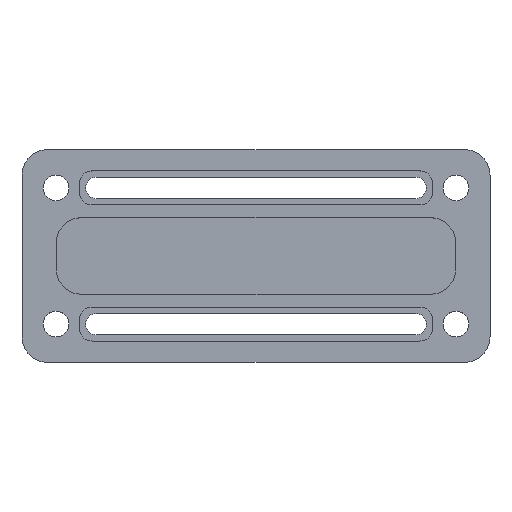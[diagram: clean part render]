
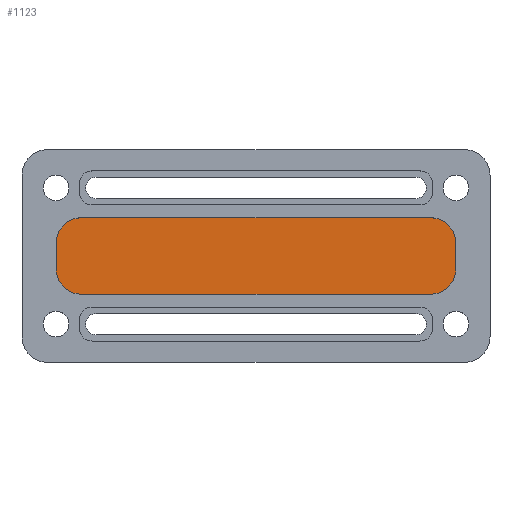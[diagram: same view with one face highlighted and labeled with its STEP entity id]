
A CAD part, top view. The second image highlights one B-rep face of the part: STEP entity #1123.
In plain terms, the highlighted planar face has unit normal (0, 0, 1).
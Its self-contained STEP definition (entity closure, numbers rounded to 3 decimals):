
#11 = EDGE_CURVE ( 'NONE', #2503, #1212, #2166, .T. ) ;
#13 = DIRECTION ( 'NONE',  ( 1., 0., 0. ) ) ;
#56 = VECTOR ( 'NONE', #1163, 1000. ) ;
#122 = CARTESIAN_POINT ( 'NONE',  ( 41., -3., 1.9 ) ) ;
#154 = VECTOR ( 'NONE', #1228, 1000. ) ;
#181 = VERTEX_POINT ( 'NONE', #811 ) ;
#206 = AXIS2_PLACEMENT_3D ( 'NONE', #1941, #542, #13 ) ;
#224 = CARTESIAN_POINT ( 'NONE',  ( -47., -9., 1.9 ) ) ;
#249 = CARTESIAN_POINT ( 'NONE',  ( 47., -9., 1.9 ) ) ;
#294 = VERTEX_POINT ( 'NONE', #880 ) ;
#322 = DIRECTION ( 'NONE',  ( 1., 0., 0. ) ) ;
#426 = CARTESIAN_POINT ( 'NONE',  ( 41., 9., 1.9 ) ) ;
#438 = EDGE_CURVE ( 'NONE', #181, #2140, #541, .T. ) ;
#460 = CARTESIAN_POINT ( 'NONE',  ( 47., -3., 1.9 ) ) ;
#501 = VECTOR ( 'NONE', #1165, 1000. ) ;
#531 = EDGE_CURVE ( 'NONE', #1861, #2503, #1355, .T. ) ;
#541 = CIRCLE ( 'NONE', #1214, 6. ) ;
#542 = DIRECTION ( 'NONE',  ( 0., 0., 1. ) ) ;
#555 = CARTESIAN_POINT ( 'NONE',  ( -41., -3., 1.9 ) ) ;
#610 = ORIENTED_EDGE ( 'NONE', *, *, #1117, .T. ) ;
#695 = LINE ( 'NONE', #224, #154 ) ;
#751 = DIRECTION ( 'NONE',  ( 1., 0., 0. ) ) ;
#811 = CARTESIAN_POINT ( 'NONE',  ( 41., -9., 1.9 ) ) ;
#824 = CIRCLE ( 'NONE', #1794, 6. ) ;
#835 = DIRECTION ( 'NONE',  ( 1., 0., 0. ) ) ;
#864 = ORIENTED_EDGE ( 'NONE', *, *, #531, .T. ) ;
#880 = CARTESIAN_POINT ( 'NONE',  ( -41., -9., 1.9 ) ) ;
#884 = LINE ( 'NONE', #1868, #1417 ) ;
#962 = CARTESIAN_POINT ( 'NONE',  ( -47., 9., 1.9 ) ) ;
#1047 = CARTESIAN_POINT ( 'NONE',  ( -47., 3., 1.9 ) ) ;
#1063 = VERTEX_POINT ( 'NONE', #2462 ) ;
#1117 = EDGE_CURVE ( 'NONE', #1212, #294, #1290, .T. ) ;
#1123 = ADVANCED_FACE ( 'NONE', ( #2304 ), #2178, .T. ) ;
#1160 = CARTESIAN_POINT ( 'NONE',  ( 0., 0., 1.9 ) ) ;
#1163 = DIRECTION ( 'NONE',  ( 0., -1., 0. ) ) ;
#1165 = DIRECTION ( 'NONE',  ( 0., 1., 0. ) ) ;
#1167 = EDGE_CURVE ( 'NONE', #2140, #1063, #2185, .T. ) ;
#1212 = VERTEX_POINT ( 'NONE', #2586 ) ;
#1214 = AXIS2_PLACEMENT_3D ( 'NONE', #122, #1553, #322 ) ;
#1228 = DIRECTION ( 'NONE',  ( 1., 0., 0. ) ) ;
#1290 = CIRCLE ( 'NONE', #1372, 6. ) ;
#1313 = CARTESIAN_POINT ( 'NONE',  ( -41., 9., 1.9 ) ) ;
#1355 = CIRCLE ( 'NONE', #206, 6. ) ;
#1357 = DIRECTION ( 'NONE',  ( 0., 0., 1. ) ) ;
#1372 = AXIS2_PLACEMENT_3D ( 'NONE', #555, #1975, #751 ) ;
#1417 = VECTOR ( 'NONE', #1889, 1000. ) ;
#1472 = ORIENTED_EDGE ( 'NONE', *, *, #438, .T. ) ;
#1507 = ORIENTED_EDGE ( 'NONE', *, *, #1715, .T. ) ;
#1553 = DIRECTION ( 'NONE',  ( 0., 0., 1. ) ) ;
#1589 = ORIENTED_EDGE ( 'NONE', *, *, #1947, .T. ) ;
#1617 = ORIENTED_EDGE ( 'NONE', *, *, #1776, .T. ) ;
#1715 = EDGE_CURVE ( 'NONE', #1795, #1861, #884, .T. ) ;
#1740 = ORIENTED_EDGE ( 'NONE', *, *, #1167, .T. ) ;
#1776 = EDGE_CURVE ( 'NONE', #294, #181, #695, .T. ) ;
#1794 = AXIS2_PLACEMENT_3D ( 'NONE', #2079, #2089, #835 ) ;
#1795 = VERTEX_POINT ( 'NONE', #426 ) ;
#1861 = VERTEX_POINT ( 'NONE', #1313 ) ;
#1868 = CARTESIAN_POINT ( 'NONE',  ( 47., 9., 1.9 ) ) ;
#1889 = DIRECTION ( 'NONE',  ( -1., 0., 0. ) ) ;
#1932 = AXIS2_PLACEMENT_3D ( 'NONE', #1160, #1357, #2367 ) ;
#1941 = CARTESIAN_POINT ( 'NONE',  ( -41., 3., 1.9 ) ) ;
#1947 = EDGE_CURVE ( 'NONE', #1063, #1795, #824, .T. ) ;
#1975 = DIRECTION ( 'NONE',  ( 0., 0., 1. ) ) ;
#2079 = CARTESIAN_POINT ( 'NONE',  ( 41., 3., 1.9 ) ) ;
#2089 = DIRECTION ( 'NONE',  ( 0., 0., 1. ) ) ;
#2140 = VERTEX_POINT ( 'NONE', #460 ) ;
#2166 = LINE ( 'NONE', #962, #56 ) ;
#2178 = PLANE ( 'NONE',  #1932 ) ;
#2185 = LINE ( 'NONE', #249, #501 ) ;
#2207 = ORIENTED_EDGE ( 'NONE', *, *, #11, .T. ) ;
#2304 = FACE_OUTER_BOUND ( 'NONE', #2627, .T. ) ;
#2367 = DIRECTION ( 'NONE',  ( 1., 0., 0. ) ) ;
#2462 = CARTESIAN_POINT ( 'NONE',  ( 47., 3., 1.9 ) ) ;
#2503 = VERTEX_POINT ( 'NONE', #1047 ) ;
#2586 = CARTESIAN_POINT ( 'NONE',  ( -47., -3., 1.9 ) ) ;
#2627 = EDGE_LOOP ( 'NONE', ( #2207, #610, #1617, #1472, #1740, #1589, #1507, #864 ) ) ;
